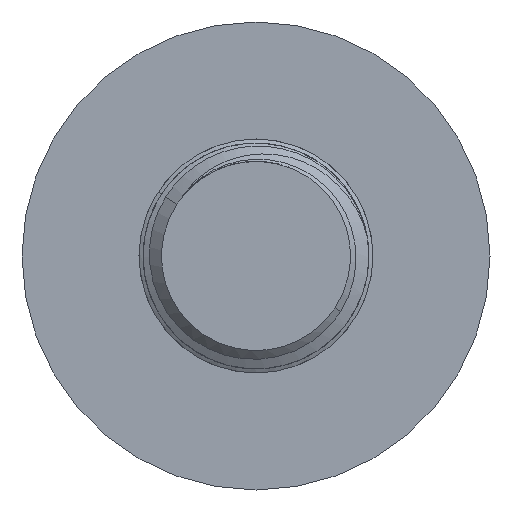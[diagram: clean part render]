
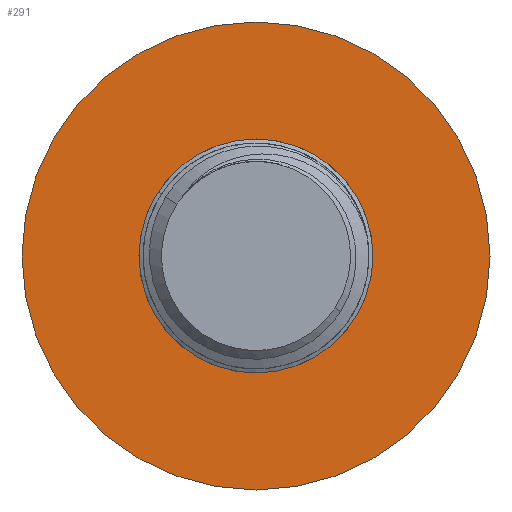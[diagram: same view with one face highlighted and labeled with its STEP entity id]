
A CAD part, front view. The second image highlights one B-rep face of the part: STEP entity #291.
In plain terms, the highlighted planar face has unit normal (0, -1, 0).
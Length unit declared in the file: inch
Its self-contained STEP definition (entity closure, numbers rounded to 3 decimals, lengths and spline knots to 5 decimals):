
#14 = DIRECTION ( 'NONE',  ( 0., -1., 0. ) ) ;
#28 = CARTESIAN_POINT ( 'NONE',  ( 0.625, 0., 0. ) ) ;
#61 = EDGE_CURVE ( 'NONE', #1412, #1191, #446, .T. ) ;
#97 = DIRECTION ( 'NONE',  ( 0., 0., -1. ) ) ;
#121 = DIRECTION ( 'NONE',  ( 0., 0., -1. ) ) ;
#165 = AXIS2_PLACEMENT_3D ( 'NONE', #1237, #1806, #97 ) ;
#291 = ADVANCED_FACE ( 'NONE', ( #1413, #1285 ), #712, .T. ) ;
#295 = ORIENTED_EDGE ( 'NONE', *, *, #895, .F. ) ;
#312 = AXIS2_PLACEMENT_3D ( 'NONE', #28, #14, #121 ) ;
#335 = DIRECTION ( 'NONE',  ( 0., -1., 0. ) ) ;
#381 = EDGE_LOOP ( 'NONE', ( #1000, #295 ) ) ;
#446 = CIRCLE ( 'NONE', #742, 0.3125 ) ;
#545 = CARTESIAN_POINT ( 'NONE',  ( 0., 0., 0. ) ) ;
#550 = CARTESIAN_POINT ( 'NONE',  ( 0., 0., 0.3125 ) ) ;
#560 = DIRECTION ( 'NONE',  ( 0., -1., 0. ) ) ;
#652 = DIRECTION ( 'NONE',  ( 0., -1., 0. ) ) ;
#662 = ORIENTED_EDGE ( 'NONE', *, *, #1752, .T. ) ;
#685 = EDGE_CURVE ( 'NONE', #810, #913, #1712, .T. ) ;
#712 = PLANE ( 'NONE',  #312 ) ;
#742 = AXIS2_PLACEMENT_3D ( 'NONE', #799, #335, #1639 ) ;
#750 = AXIS2_PLACEMENT_3D ( 'NONE', #545, #652, #756 ) ;
#756 = DIRECTION ( 'NONE',  ( 0., 0., -1. ) ) ;
#799 = CARTESIAN_POINT ( 'NONE',  ( 0., 0., 0. ) ) ;
#807 = CARTESIAN_POINT ( 'NONE',  ( 0., 0., 0.625 ) ) ;
#810 = VERTEX_POINT ( 'NONE', #807 ) ;
#895 = EDGE_CURVE ( 'NONE', #1191, #1412, #1297, .T. ) ;
#898 = CIRCLE ( 'NONE', #750, 0.625 ) ;
#913 = VERTEX_POINT ( 'NONE', #1316 ) ;
#1000 = ORIENTED_EDGE ( 'NONE', *, *, #61, .F. ) ;
#1156 = AXIS2_PLACEMENT_3D ( 'NONE', #1382, #560, #1687 ) ;
#1157 = CARTESIAN_POINT ( 'NONE',  ( 0., 0., -0.3125 ) ) ;
#1191 = VERTEX_POINT ( 'NONE', #550 ) ;
#1237 = CARTESIAN_POINT ( 'NONE',  ( 0., 0., 0. ) ) ;
#1276 = ORIENTED_EDGE ( 'NONE', *, *, #685, .T. ) ;
#1285 = FACE_BOUND ( 'NONE', #381, .T. ) ;
#1297 = CIRCLE ( 'NONE', #165, 0.3125 ) ;
#1316 = CARTESIAN_POINT ( 'NONE',  ( 0., 0., -0.625 ) ) ;
#1382 = CARTESIAN_POINT ( 'NONE',  ( 0., 0., 0. ) ) ;
#1412 = VERTEX_POINT ( 'NONE', #1157 ) ;
#1413 = FACE_OUTER_BOUND ( 'NONE', #1560, .T. ) ;
#1560 = EDGE_LOOP ( 'NONE', ( #662, #1276 ) ) ;
#1639 = DIRECTION ( 'NONE',  ( 0., 0., -1. ) ) ;
#1687 = DIRECTION ( 'NONE',  ( 0., 0., -1. ) ) ;
#1712 = CIRCLE ( 'NONE', #1156, 0.625 ) ;
#1752 = EDGE_CURVE ( 'NONE', #913, #810, #898, .T. ) ;
#1806 = DIRECTION ( 'NONE',  ( 0., -1., 0. ) ) ;
